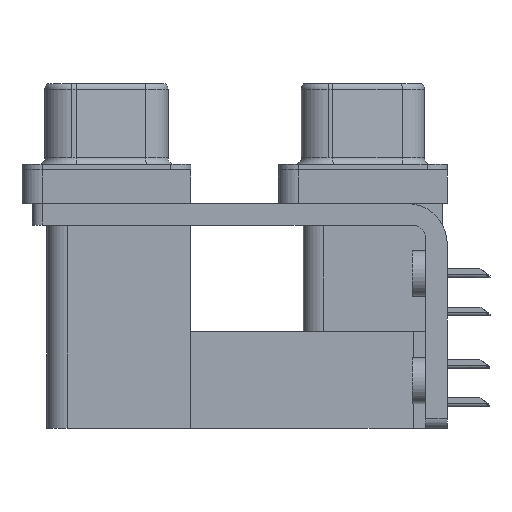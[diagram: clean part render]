
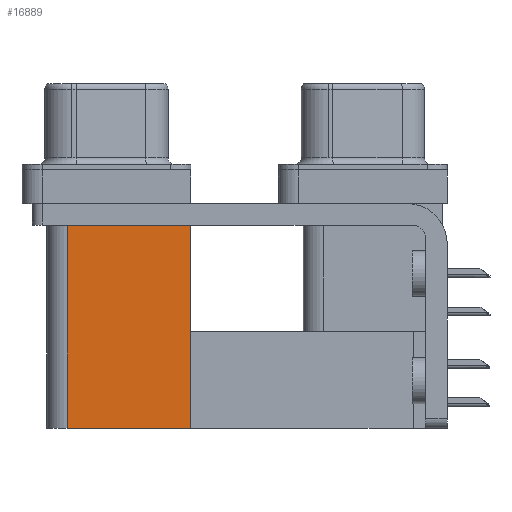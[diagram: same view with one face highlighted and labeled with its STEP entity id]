
A CAD part, left-side view. The second image highlights one B-rep face of the part: STEP entity #16889.
In plain terms, the highlighted planar face has unit normal (-1, 0, 0).
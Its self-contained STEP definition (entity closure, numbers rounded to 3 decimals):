
#1090 = ORIENTED_EDGE ( 'NONE', *, *, #10394, .F. ) ;
#1318 = LINE ( 'NONE', #8789, #20404 ) ;
#3267 = CARTESIAN_POINT ( 'NONE',  ( 3.765, 12.775, -19.2 ) ) ;
#3920 = ORIENTED_EDGE ( 'NONE', *, *, #8532, .F. ) ;
#4271 = LINE ( 'NONE', #11593, #23818 ) ;
#4305 = VECTOR ( 'NONE', #30693, 1000. ) ;
#5264 = ORIENTED_EDGE ( 'NONE', *, *, #18234, .T. ) ;
#5631 = DIRECTION ( 'NONE',  ( 0., 0., 1. ) ) ;
#6995 = DIRECTION ( 'NONE',  ( 1., 0., 0. ) ) ;
#7154 = DIRECTION ( 'NONE',  ( 0., 0., -1. ) ) ;
#8532 = EDGE_CURVE ( 'NONE', #20460, #16434, #1318, .T. ) ;
#8789 = CARTESIAN_POINT ( 'NONE',  ( 3.765, 21.975, -19.2 ) ) ;
#9381 = LINE ( 'NONE', #11771, #4305 ) ;
#10394 = EDGE_CURVE ( 'NONE', #23425, #20460, #9381, .T. ) ;
#10936 = ORIENTED_EDGE ( 'NONE', *, *, #26429, .T. ) ;
#11136 = DIRECTION ( 'NONE',  ( 0., 1., 0. ) ) ;
#11593 = CARTESIAN_POINT ( 'NONE',  ( 3.765, 12.775, -19.2 ) ) ;
#11771 = CARTESIAN_POINT ( 'NONE',  ( 3.765, 12.775, -19.2 ) ) ;
#11918 = DIRECTION ( 'NONE',  ( 0., 0., 1. ) ) ;
#14731 = CARTESIAN_POINT ( 'NONE',  ( 3.765, 12.775, -2.5 ) ) ;
#16008 = VERTEX_POINT ( 'NONE', #14731 ) ;
#16430 = FACE_OUTER_BOUND ( 'NONE', #29797, .T. ) ;
#16434 = VERTEX_POINT ( 'NONE', #26455 ) ;
#16889 = ADVANCED_FACE ( 'NONE', ( #16430 ), #24054, .F. ) ;
#18234 = EDGE_CURVE ( 'NONE', #23425, #16008, #4271, .T. ) ;
#19525 = VECTOR ( 'NONE', #11136, 1000. ) ;
#20404 = VECTOR ( 'NONE', #5631, 1000. ) ;
#20460 = VERTEX_POINT ( 'NONE', #27580 ) ;
#21507 = CARTESIAN_POINT ( 'NONE',  ( 3.765, 12.775, -19.2 ) ) ;
#23234 = CARTESIAN_POINT ( 'NONE',  ( 3.765, 12.775, -2.5 ) ) ;
#23425 = VERTEX_POINT ( 'NONE', #3267 ) ;
#23818 = VECTOR ( 'NONE', #11918, 1000. ) ;
#24054 = PLANE ( 'NONE',  #31371 ) ;
#26429 = EDGE_CURVE ( 'NONE', #16008, #16434, #30826, .T. ) ;
#26455 = CARTESIAN_POINT ( 'NONE',  ( 3.765, 21.975, -2.5 ) ) ;
#27580 = CARTESIAN_POINT ( 'NONE',  ( 3.765, 21.975, -19.2 ) ) ;
#29797 = EDGE_LOOP ( 'NONE', ( #10936, #3920, #1090, #5264 ) ) ;
#30693 = DIRECTION ( 'NONE',  ( 0., 1., 0. ) ) ;
#30826 = LINE ( 'NONE', #23234, #19525 ) ;
#31371 = AXIS2_PLACEMENT_3D ( 'NONE', #21507, #6995, #7154 ) ;
